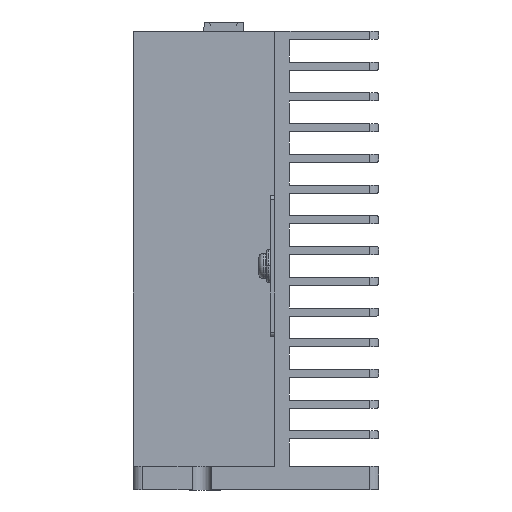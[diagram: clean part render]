
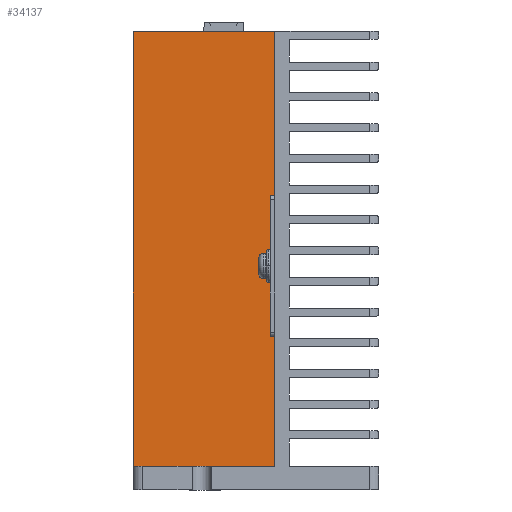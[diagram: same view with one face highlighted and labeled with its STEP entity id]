
A CAD part, left-side view. The second image highlights one B-rep face of the part: STEP entity #34137.
In plain terms, the highlighted planar face has unit normal (-1, 0, 0).
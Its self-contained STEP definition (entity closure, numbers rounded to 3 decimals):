
#2150=VERTEX_POINT('',#48571);
#2151=VERTEX_POINT('',#48573);
#2156=VERTEX_POINT('',#48583);
#2157=VERTEX_POINT('',#48585);
#2183=VERTEX_POINT('',#48648);
#2184=VERTEX_POINT('',#48652);
#2185=VERTEX_POINT('',#48654);
#2186=VERTEX_POINT('',#48657);
#5687=VECTOR('',#39259,1.);
#5691=VECTOR('',#39267,1.);
#5720=VECTOR('',#39311,1.);
#5721=VECTOR('',#39313,1.);
#5722=VECTOR('',#39314,1.);
#5723=VECTOR('',#39315,1.);
#5724=VECTOR('',#39316,1.);
#5725=VECTOR('',#39317,1.);
#9918=LINE('',#48572,#5687);
#9922=LINE('',#48584,#5691);
#9951=LINE('',#48649,#5720);
#9952=LINE('',#48651,#5721);
#9953=LINE('',#48653,#5722);
#9954=LINE('',#48655,#5723);
#9955=LINE('',#48656,#5724);
#9956=LINE('',#48658,#5725);
#14315=EDGE_CURVE('',#2151,#2150,#9918,.T.);
#14321=EDGE_CURVE('',#2157,#2156,#9922,.T.);
#14354=EDGE_CURVE('',#2183,#2150,#9951,.T.);
#14355=EDGE_CURVE('',#2156,#2184,#9952,.T.);
#14356=EDGE_CURVE('',#2184,#2185,#9953,.T.);
#14357=EDGE_CURVE('',#2185,#2151,#9954,.T.);
#14358=EDGE_CURVE('',#2183,#2186,#9955,.T.);
#14359=EDGE_CURVE('',#2186,#2157,#9956,.T.);
#20255=ORIENTED_EDGE('',*,*,#14321,.T.);
#20256=ORIENTED_EDGE('',*,*,#14355,.T.);
#20257=ORIENTED_EDGE('',*,*,#14356,.T.);
#20258=ORIENTED_EDGE('',*,*,#14357,.T.);
#20259=ORIENTED_EDGE('',*,*,#14315,.T.);
#20260=ORIENTED_EDGE('',*,*,#14354,.F.);
#20261=ORIENTED_EDGE('',*,*,#14358,.T.);
#20262=ORIENTED_EDGE('',*,*,#14359,.T.);
#29995=EDGE_LOOP('',(#20255,#20256,#20257,#20258,#20259,#20260,#20261,#20262));
#32068=FACE_BOUND('',#29995,.T.);
#34137=ADVANCED_FACE('',(#32068),#135381,.T.);
#36198=AXIS2_PLACEMENT_3D('',#48650,#39312,$);
#39259=DIRECTION('',(0.,0.,1.));
#39267=DIRECTION('',(0.,0.,1.));
#39311=DIRECTION('',(0.,-1.,0.));
#39312=DIRECTION('',(-1.,0.,0.));
#39313=DIRECTION('',(0.,1.,0.));
#39314=DIRECTION('',(0.,0.,1.));
#39315=DIRECTION('',(0.,-1.,0.));
#39316=DIRECTION('',(0.,0.,-1.));
#39317=DIRECTION('',(0.,-1.,0.));
#48571=CARTESIAN_POINT('',(-65.,0.,0.));
#48572=CARTESIAN_POINT('',(-65.,0.,-34.6));
#48573=CARTESIAN_POINT('',(-65.,0.,-34.6));
#48583=CARTESIAN_POINT('',(-65.,0.,-64.6));
#48584=CARTESIAN_POINT('',(-65.,0.,-92.));
#48585=CARTESIAN_POINT('',(-65.,0.,-92.));
#48648=CARTESIAN_POINT('',(-65.,30.,0.));
#48649=CARTESIAN_POINT('',(-65.,30.,0.));
#48650=CARTESIAN_POINT('',(-65.,-0.6,-93.84));
#48651=CARTESIAN_POINT('',(-65.,0.,-64.6));
#48652=CARTESIAN_POINT('',(-65.,1.,-64.6));
#48653=CARTESIAN_POINT('',(-65.,1.,-64.6));
#48654=CARTESIAN_POINT('',(-65.,1.,-34.6));
#48655=CARTESIAN_POINT('',(-65.,1.,-34.6));
#48656=CARTESIAN_POINT('',(-65.,30.,0.));
#48657=CARTESIAN_POINT('',(-65.,30.,-92.));
#48658=CARTESIAN_POINT('',(-65.,30.,-92.));
#135381=PLANE('',#36198);
